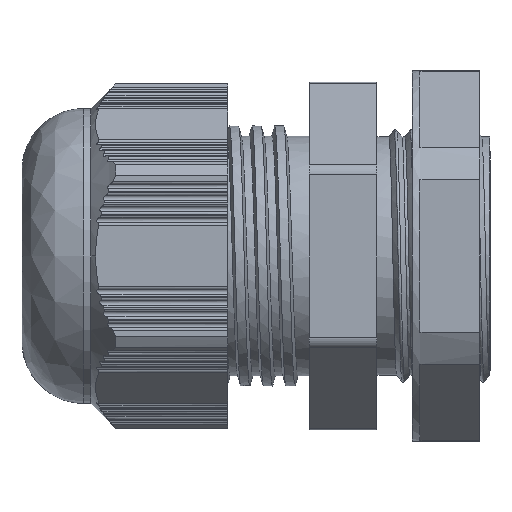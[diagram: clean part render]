
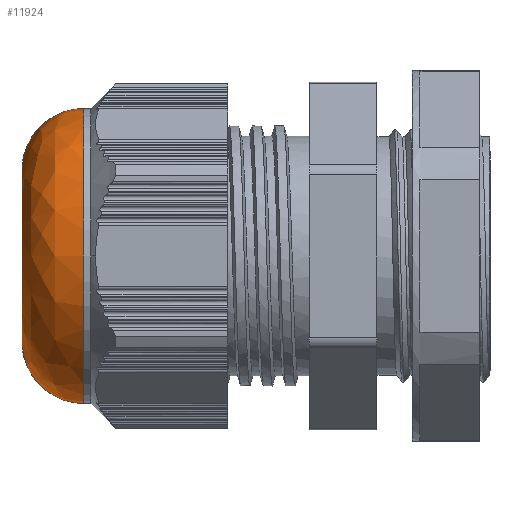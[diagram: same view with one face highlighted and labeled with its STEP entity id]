
A CAD part, left-side view. The second image highlights one B-rep face of the part: STEP entity #11924.
In plain terms, the highlighted free-form (B-spline) face has degree [3, 3] with [4, 4] control points.
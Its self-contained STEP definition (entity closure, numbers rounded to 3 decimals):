
#1373 = VERTEX_POINT ( 'NONE', #6844 ) ;
#1799 = CARTESIAN_POINT ( 'NONE',  ( 0., 40.691, -7.95 ) ) ;
#1804 = CARTESIAN_POINT ( 'NONE',  ( -26.09, 38.249, -13.045 ) ) ;
#1805 = CARTESIAN_POINT ( 'NONE',  ( -21.953, 40.47, -10.977 ) ) ;
#1806 = CARTESIAN_POINT ( 'NONE',  ( 0., 35.215, 13.05 ) ) ;
#1809 = CARTESIAN_POINT ( 'NONE',  ( -21.953, 40.47, 10.977 ) ) ;
#1810 = CARTESIAN_POINT ( 'NONE',  ( -15.9, 40.691, 7.95 ) ) ;
#1815 = CARTESIAN_POINT ( 'NONE',  ( 0., 38.249, 13.045 ) ) ;
#1816 = FACE_OUTER_BOUND ( 'NONE', #6337, .T. ) ;
#1817 = CARTESIAN_POINT ( 'NONE',  ( -26.1, 35.215, 13.05 ) ) ;
#1818 = CARTESIAN_POINT ( 'NONE',  ( 0., 40.47, -10.977 ) ) ;
#1819 = CARTESIAN_POINT ( 'NONE',  ( 0., 40.47, 10.977 ) ) ;
#1820 = CARTESIAN_POINT ( 'NONE',  ( 0., 40.691, 7.95 ) ) ;
#1823 = CARTESIAN_POINT ( 'NONE',  ( -15.9, 40.691, -7.95 ) ) ;
#1835 = CARTESIAN_POINT ( 'NONE',  ( 0., 38.249, -13.045 ) ) ;
#1842 = CARTESIAN_POINT ( 'NONE',  ( 0., 35.215, -13.05 ) ) ;
#1843 = CARTESIAN_POINT ( 'NONE',  ( -26.09, 38.249, 13.045 ) ) ;
#1844 = CARTESIAN_POINT ( 'NONE',  ( -26.1, 35.215, -13.05 ) ) ;
#6337 = EDGE_LOOP ( 'NONE', ( #10437, #10465, #10462, #10466 ) ) ;
#6844 = CARTESIAN_POINT ( 'NONE',  ( 0., 35.215, -13.05 ) ) ;
#8303 = DIRECTION ( 'NONE',  ( 0., 1., 0. ) ) ;
#8307 = DIRECTION ( 'NONE',  ( 0., 0., -1. ) ) ;
#8314 = DIRECTION ( 'NONE',  ( 0., 1., 0. ) ) ;
#8316 = CARTESIAN_POINT ( 'NONE',  ( 0., 35.215, 0. ) ) ;
#8340 = CARTESIAN_POINT ( 'NONE',  ( 0., 40.691, 0. ) ) ;
#8346 = DIRECTION ( 'NONE',  ( 0., 0., -1. ) ) ;
#9025 = CARTESIAN_POINT ( 'NONE',  ( 0., 40.691, 7.95 ) ) ;
#9067 = CARTESIAN_POINT ( 'NONE',  ( 0., 35.215, 13.05 ) ) ;
#9124 = CARTESIAN_POINT ( 'NONE',  ( 0., 40.691, -7.95 ) ) ;
#9338 = DIRECTION ( 'NONE',  ( -1., 0., 0. ) ) ;
#9343 = CARTESIAN_POINT ( 'NONE',  ( 0., 35.205, 7.55 ) ) ;
#9361 = DIRECTION ( 'NONE',  ( 0., 0., -1. ) ) ;
#9390 = DIRECTION ( 'NONE',  ( 1., 0., 0. ) ) ;
#9400 = CARTESIAN_POINT ( 'NONE',  ( 0., 35.205, -7.55 ) ) ;
#9421 = DIRECTION ( 'NONE',  ( 0., 0., 1. ) ) ;
#10437 = ORIENTED_EDGE ( 'NONE', *, *, #12874, .T. ) ;
#10462 = ORIENTED_EDGE ( 'NONE', *, *, #12882, .F. ) ;
#10465 = ORIENTED_EDGE ( 'NONE', *, *, #12854, .T. ) ;
#10466 = ORIENTED_EDGE ( 'NONE', *, *, #12861, .F. ) ;
#11164 = CIRCLE ( 'NONE', #11201, 5.5 ) ;
#11169 = CIRCLE ( 'NONE', #11183, 5.5 ) ;
#11183 = AXIS2_PLACEMENT_3D ( 'NONE', #9400, #9390, #9361 ) ;
#11201 = AXIS2_PLACEMENT_3D ( 'NONE', #9343, #9338, #9421 ) ;
#11213 = CIRCLE ( 'NONE', #11259, 13.05 ) ;
#11223 = CIRCLE ( 'NONE', #11232, 7.95 ) ;
#11232 = AXIS2_PLACEMENT_3D ( 'NONE', #8340, #8314, #8346 ) ;
#11259 = AXIS2_PLACEMENT_3D ( 'NONE', #8316, #8303, #8307 ) ;
#11924 = ADVANCED_FACE ( 'NONE', ( #1816 ), #14621, .T. ) ;
#12854 = EDGE_CURVE ( 'NONE', #13095, #13022, #11164, .T. ) ;
#12861 = EDGE_CURVE ( 'NONE', #1373, #13112, #11169, .T. ) ;
#12874 = EDGE_CURVE ( 'NONE', #1373, #13095, #11213, .T. ) ;
#12882 = EDGE_CURVE ( 'NONE', #13112, #13022, #11223, .T. ) ;
#13022 = VERTEX_POINT ( 'NONE', #9025 ) ;
#13095 = VERTEX_POINT ( 'NONE', #9067 ) ;
#13112 = VERTEX_POINT ( 'NONE', #9124 ) ;
#14621 =( BOUNDED_SURFACE ( )  B_SPLINE_SURFACE ( 3, 3, ( 
 ( #1806, #1817, #1844, #1842 ),
 ( #1815, #1843, #1804, #1835 ),
 ( #1819, #1809, #1805, #1818 ),
 ( #1820, #1810, #1823, #1799 ) ),
 .UNSPECIFIED., .F., .F., .T. ) 
 B_SPLINE_SURFACE_WITH_KNOTS ( ( 4, 4 ),
 ( 4, 4 ),
 ( 0., 1. ),
 ( 0., 1. ),
 .UNSPECIFIED. ) 
 GEOMETRIC_REPRESENTATION_ITEM ( )  RATIONAL_B_SPLINE_SURFACE ( (
 ( 1., 0.333, 0.333, 1.),
 ( 0.822, 0.274, 0.274, 0.822),
 ( 0.822, 0.274, 0.274, 0.822),
 ( 1., 0.333, 0.333, 1.) ) ) 
 REPRESENTATION_ITEM ( '' )  SURFACE ( )  );
